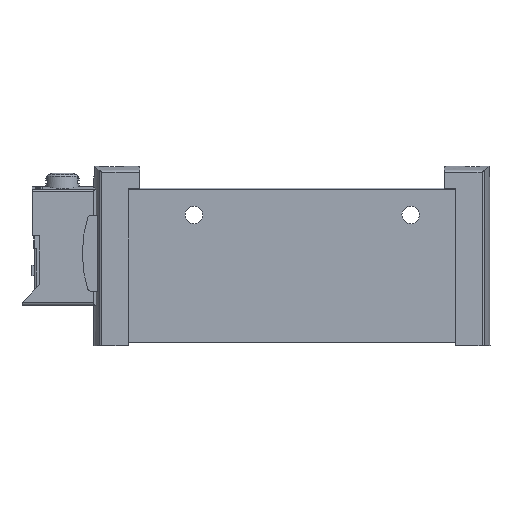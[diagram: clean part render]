
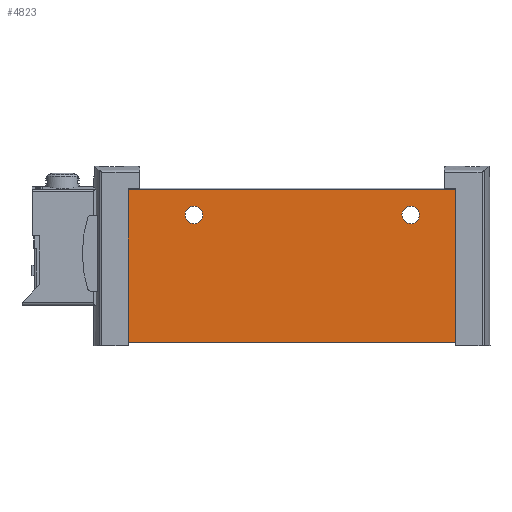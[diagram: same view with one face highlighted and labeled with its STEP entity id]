
A CAD part, top view. The second image highlights one B-rep face of the part: STEP entity #4823.
In plain terms, the highlighted planar face has unit normal (0, 0, 1).
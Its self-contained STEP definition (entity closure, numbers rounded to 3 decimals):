
#59=PLANE('',#5195);
#306=CIRCLE('',#5196,2.1);
#307=CIRCLE('',#5197,2.1);
#510=LINE('',#7444,#983);
#519=LINE('',#7472,#992);
#524=LINE('',#7494,#997);
#527=LINE('',#7500,#1000);
#983=VECTOR('',#5798,1000.);
#992=VECTOR('',#5823,1000.);
#997=VECTOR('',#5848,1000.);
#1000=VECTOR('',#5857,1000.);
#1595=ORIENTED_EDGE('',*,*,#2997,.F.);
#1596=ORIENTED_EDGE('',*,*,#2998,.F.);
#1597=ORIENTED_EDGE('',*,*,#2993,.T.);
#1598=ORIENTED_EDGE('',*,*,#2981,.F.);
#1599=ORIENTED_EDGE('',*,*,#2996,.F.);
#1600=ORIENTED_EDGE('',*,*,#2965,.T.);
#2965=EDGE_CURVE('',#3670,#3669,#510,.T.);
#2981=EDGE_CURVE('',#3680,#3677,#519,.T.);
#2993=EDGE_CURVE('',#3669,#3677,#524,.T.);
#2996=EDGE_CURVE('',#3670,#3680,#527,.T.);
#2997=EDGE_CURVE('',#3688,#3688,#306,.F.);
#2998=EDGE_CURVE('',#3689,#3689,#307,.F.);
#3669=VERTEX_POINT('',#7443);
#3670=VERTEX_POINT('',#7445);
#3677=VERTEX_POINT('',#7462);
#3680=VERTEX_POINT('',#7471);
#3688=VERTEX_POINT('',#7503);
#3689=VERTEX_POINT('',#7505);
#4087=EDGE_LOOP('',(#1595));
#4088=EDGE_LOOP('',(#1596));
#4089=EDGE_LOOP('',(#1597,#1598,#1599,#1600));
#4424=FACE_BOUND('',#4087,.T.);
#4425=FACE_BOUND('',#4088,.T.);
#4426=FACE_BOUND('',#4089,.T.);
#4823=ADVANCED_FACE('',(#4424,#4425,#4426),#59,.F.);
#5195=AXIS2_PLACEMENT_3D('',#7501,#5858,#5859);
#5196=AXIS2_PLACEMENT_3D('',#7502,#5860,#5861);
#5197=AXIS2_PLACEMENT_3D('',#7504,#5862,#5863);
#5798=DIRECTION('',(-1.,0.,0.));
#5823=DIRECTION('',(-1.,0.,0.));
#5848=DIRECTION('',(0.,-1.,0.));
#5857=DIRECTION('',(0.,-1.,0.));
#5858=DIRECTION('',(0.,0.,-1.));
#5859=DIRECTION('',(-1.,0.,0.));
#5860=DIRECTION('',(0.,0.,-1.));
#5861=DIRECTION('',(-1.,0.,0.));
#5862=DIRECTION('',(0.,0.,-1.));
#5863=DIRECTION('',(-1.,0.,0.));
#7443=CARTESIAN_POINT('',(-39.2,36.6,9.15));
#7444=CARTESIAN_POINT('',(39.2,36.6,9.15));
#7445=CARTESIAN_POINT('',(39.2,36.6,9.15));
#7462=CARTESIAN_POINT('',(-39.2,0.,9.15));
#7471=CARTESIAN_POINT('',(39.2,0.,9.15));
#7472=CARTESIAN_POINT('',(39.2,0.,9.15));
#7494=CARTESIAN_POINT('',(-39.2,36.6,9.15));
#7500=CARTESIAN_POINT('',(39.2,36.6,9.15));
#7501=CARTESIAN_POINT('',(39.2,36.6,9.15));
#7502=CARTESIAN_POINT('',(28.5,30.6,9.15));
#7503=CARTESIAN_POINT('',(26.4,30.6,9.15));
#7504=CARTESIAN_POINT('',(-23.5,30.6,9.15));
#7505=CARTESIAN_POINT('',(-25.6,30.6,9.15));
